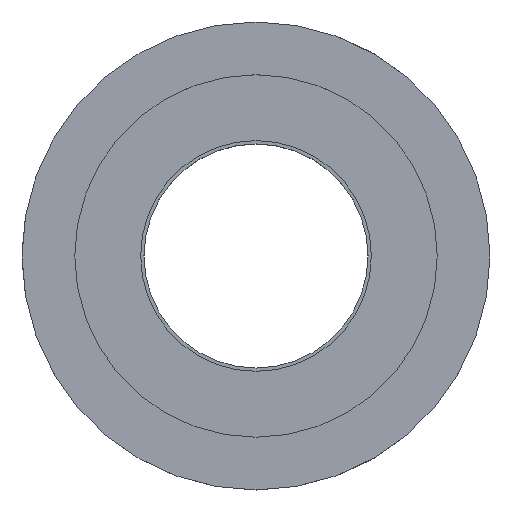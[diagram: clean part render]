
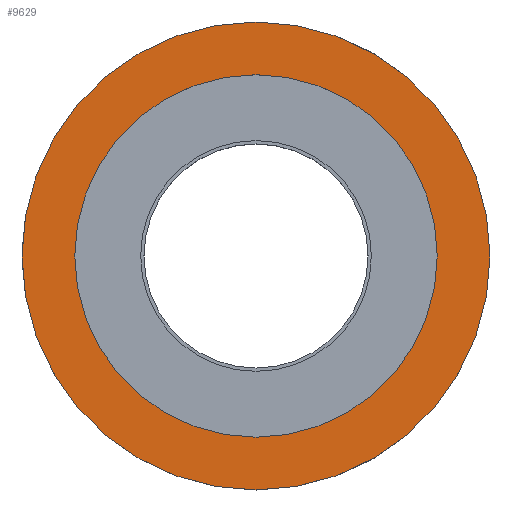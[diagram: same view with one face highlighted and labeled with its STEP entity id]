
A CAD part, top view. The second image highlights one B-rep face of the part: STEP entity #9629.
In plain terms, the highlighted face is planar.
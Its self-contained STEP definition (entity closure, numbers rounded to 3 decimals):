
#9278=CARTESIAN_POINT('',(0.,0.,0.));
#9279=DIRECTION('',(0.,0.,-1.));
#9280=DIRECTION('',(1.,0.,0.));
#9281=AXIS2_PLACEMENT_3D('',#9278,#9279,#9280);
#9283=CARTESIAN_POINT('',(0.,0.,0.));
#9284=DIRECTION('',(0.,0.,-1.));
#9285=DIRECTION('',(-1.,0.,0.));
#9286=AXIS2_PLACEMENT_3D('',#9283,#9284,#9285);
#9288=CARTESIAN_POINT('',(0.,0.,0.));
#9289=DIRECTION('',(0.,0.,1.));
#9290=DIRECTION('',(1.,0.,0.));
#9291=AXIS2_PLACEMENT_3D('',#9288,#9289,#9290);
#9293=CARTESIAN_POINT('',(0.,0.,0.));
#9294=DIRECTION('',(0.,0.,1.));
#9295=DIRECTION('',(-1.,0.,0.));
#9296=AXIS2_PLACEMENT_3D('',#9293,#9294,#9295);
#9526=CARTESIAN_POINT('',(-71.,0.,0.));
#9528=VERTEX_POINT('',#9526);
#9534=CARTESIAN_POINT('',(71.,0.,0.));
#9536=VERTEX_POINT('',#9534);
#9572=CARTESIAN_POINT('',(55.,0.,0.));
#9574=VERTEX_POINT('',#9572);
#9576=CARTESIAN_POINT('',(-55.,0.,0.));
#9578=VERTEX_POINT('',#9576);
#9613=CARTESIAN_POINT('',(0.,0.,0.));
#9614=DIRECTION('',(0.,0.,-1.));
#9615=DIRECTION('',(-1.,0.,0.));
#9616=AXIS2_PLACEMENT_3D('',#9613,#9614,#9615);
#9617=PLANE('',#9616);
#9618=ORIENTED_EDGE('',*,*,#9585,.F.);
#9620=ORIENTED_EDGE('',*,*,#9619,.F.);
#9621=EDGE_LOOP('',(#9618,#9620));
#9622=FACE_OUTER_BOUND('',#9621,.F.);
#9624=ORIENTED_EDGE('',*,*,#9623,.F.);
#9626=ORIENTED_EDGE('',*,*,#9625,.F.);
#9627=EDGE_LOOP('',(#9624,#9626));
#9628=FACE_BOUND('',#9627,.F.);
#9629=ADVANCED_FACE('',(#9622,#9628),#9617,.T.);
#9282=CIRCLE('',#9281,71.);
#9287=CIRCLE('',#9286,71.);
#9292=CIRCLE('',#9291,55.);
#9297=CIRCLE('',#9296,55.);
#9585=EDGE_CURVE('',#9536,#9528,#9282,.T.);
#9619=EDGE_CURVE('',#9528,#9536,#9287,.T.);
#9623=EDGE_CURVE('',#9574,#9578,#9292,.T.);
#9625=EDGE_CURVE('',#9578,#9574,#9297,.T.);
